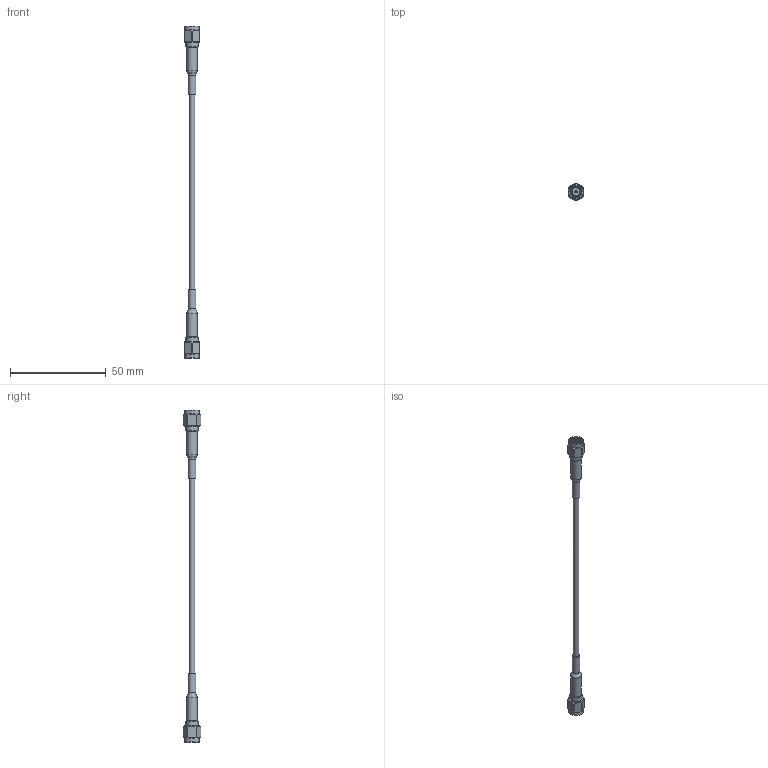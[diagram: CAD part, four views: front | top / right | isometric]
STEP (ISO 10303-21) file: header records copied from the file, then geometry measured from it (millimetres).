
FILE_DESCRIPTION (( 'STEP AP203' ), '1' );
FILE_NAME ('FMC0202317_3D.step', '2022-06-14T17:00:48', ( '' ), ( '' ), 'SwSTEP 2.0', 'SolidWorks 2021', '' );
FILE_SCHEMA (( 'CONFIG_CONTROL_DESIGN' ));
Length unit declared in the file: inch
Products named in the file (3): SC7067^FMC0202317_Heatshink; RG316DS^FMC0202317_RG-316DS; FMC0202317_3D
Assembly tree (3 placements, depth 2):
  FMC0202317_3D
    RG316DS^FMC0202317_RG-316DS
    SC7067^FMC0202317_Heatshink  x2
Bounding box: 7.94 x 8.99 x 173.41 mm (x, y, z)
Volume: 2441.4 mm3; surface area: 2776.2 mm2
Topology: 3 solids, 3 shells, 93 faces, 241 edges, 166 vertices
Faces by surface type: cylinder 41, plane 30, cone 12, bspline 10
Full cylindrical faces by diameter (mm): 0.94 x2, 1.194 x2, 2.896 x1, 3.912 x2, 4.445 x2, 5.586 x2, 6.35 x14, 7.762 x2
Entity records: 3660 total; most frequent: CARTESIAN_POINT 2413, ORIENTED_EDGE 194, DIRECTION 168, EDGE_CURVE 97, VERTEX_POINT 81, AXIS2_PLACEMENT_3D 78, EDGE_LOOP 64, FACE_OUTER_BOUND 53
